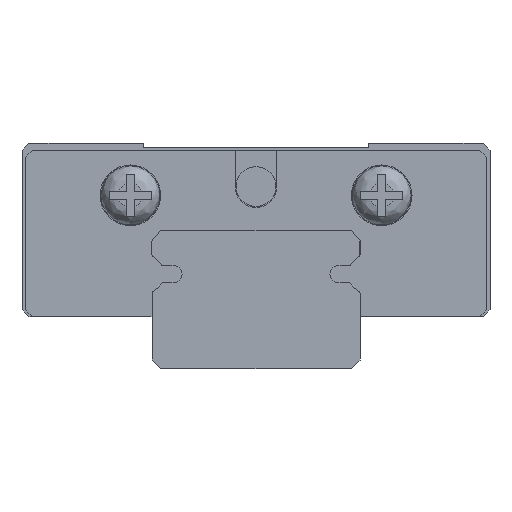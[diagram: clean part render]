
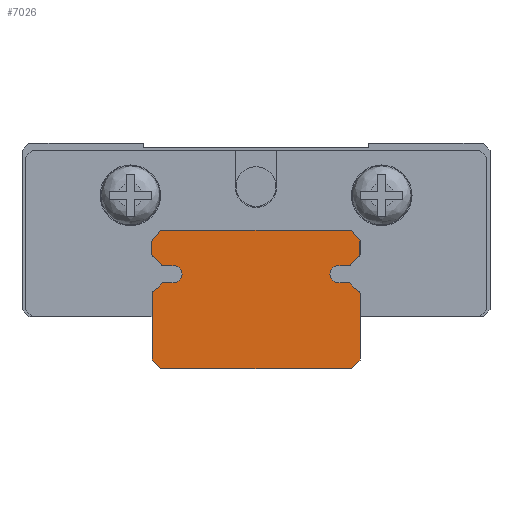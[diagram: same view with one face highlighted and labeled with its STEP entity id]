
A CAD part, front view. The second image highlights one B-rep face of the part: STEP entity #7026.
In plain terms, the highlighted planar face has unit normal (0, -1, 0).
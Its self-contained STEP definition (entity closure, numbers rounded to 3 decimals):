
#428=PLANE('',#7688);
#911=FACE_OUTER_BOUND('',#1328,.T.);
#1328=EDGE_LOOP('',(#6481,#6482,#6483,#6484,#6485,#6486,#6487,#6488,#6489,
#6490,#6491,#6492,#6493,#6494,#6495,#6496,#6497,#6498,#6499,#6500,#6501,
#6502,#6503,#6504,#6505,#6506,#6507,#6508));
#1927=LINE('',#11733,#2576);
#1968=LINE('',#11991,#2617);
#1969=LINE('',#11993,#2618);
#1970=LINE('',#11995,#2619);
#1971=LINE('',#12003,#2620);
#1972=LINE('',#12007,#2621);
#1973=LINE('',#12015,#2622);
#1974=LINE('',#12016,#2623);
#1975=LINE('',#12018,#2624);
#1976=LINE('',#12020,#2625);
#1977=LINE('',#12028,#2626);
#1978=LINE('',#12032,#2627);
#1979=LINE('',#12040,#2628);
#1980=LINE('',#12041,#2629);
#2576=VECTOR('',#9264,10.);
#2617=VECTOR('',#9575,10.);
#2618=VECTOR('',#9576,10.);
#2619=VECTOR('',#9577,10.);
#2620=VECTOR('',#9584,10.);
#2621=VECTOR('',#9587,10.);
#2622=VECTOR('',#9594,10.);
#2623=VECTOR('',#9595,10.);
#2624=VECTOR('',#9596,10.);
#2625=VECTOR('',#9597,10.);
#2626=VECTOR('',#9604,10.);
#2627=VECTOR('',#9607,10.);
#2628=VECTOR('',#9614,10.);
#2629=VECTOR('',#9615,10.);
#2942=CIRCLE('',#7689,0.16);
#2943=CIRCLE('',#7690,1.14);
#2944=CIRCLE('',#7691,0.16);
#2945=CIRCLE('',#7692,0.5);
#2946=CIRCLE('',#7693,0.16);
#2947=CIRCLE('',#7694,1.14);
#2948=CIRCLE('',#7695,0.16);
#2949=CIRCLE('',#7696,0.16);
#2950=CIRCLE('',#7697,1.14);
#2951=CIRCLE('',#7698,0.16);
#2952=CIRCLE('',#7699,0.5);
#2953=CIRCLE('',#7700,0.16);
#2954=CIRCLE('',#7701,1.14);
#2955=CIRCLE('',#7702,0.16);
#3505=VERTEX_POINT('',#11726);
#3508=VERTEX_POINT('',#11731);
#3589=VERTEX_POINT('',#11989);
#3590=VERTEX_POINT('',#11990);
#3591=VERTEX_POINT('',#11992);
#3592=VERTEX_POINT('',#11994);
#3593=VERTEX_POINT('',#11996);
#3594=VERTEX_POINT('',#11998);
#3595=VERTEX_POINT('',#12000);
#3596=VERTEX_POINT('',#12002);
#3597=VERTEX_POINT('',#12004);
#3598=VERTEX_POINT('',#12006);
#3599=VERTEX_POINT('',#12008);
#3600=VERTEX_POINT('',#12010);
#3601=VERTEX_POINT('',#12012);
#3602=VERTEX_POINT('',#12014);
#3603=VERTEX_POINT('',#12017);
#3604=VERTEX_POINT('',#12019);
#3605=VERTEX_POINT('',#12021);
#3606=VERTEX_POINT('',#12023);
#3607=VERTEX_POINT('',#12025);
#3608=VERTEX_POINT('',#12027);
#3609=VERTEX_POINT('',#12029);
#3610=VERTEX_POINT('',#12031);
#3611=VERTEX_POINT('',#12033);
#3612=VERTEX_POINT('',#12035);
#3613=VERTEX_POINT('',#12037);
#3614=VERTEX_POINT('',#12039);
#4446=EDGE_CURVE('',#3505,#3508,#1927,.T.);
#4567=EDGE_CURVE('',#3589,#3590,#1968,.T.);
#4568=EDGE_CURVE('',#3590,#3591,#1969,.T.);
#4569=EDGE_CURVE('',#3591,#3592,#1970,.T.);
#4570=EDGE_CURVE('',#3592,#3593,#2942,.T.);
#4571=EDGE_CURVE('',#3593,#3594,#2943,.T.);
#4572=EDGE_CURVE('',#3594,#3595,#2944,.T.);
#4573=EDGE_CURVE('',#3595,#3596,#1971,.T.);
#4574=EDGE_CURVE('',#3596,#3597,#2945,.T.);
#4575=EDGE_CURVE('',#3597,#3598,#1972,.T.);
#4576=EDGE_CURVE('',#3598,#3599,#2946,.T.);
#4577=EDGE_CURVE('',#3599,#3600,#2947,.T.);
#4578=EDGE_CURVE('',#3600,#3601,#2948,.T.);
#4579=EDGE_CURVE('',#3601,#3602,#1973,.T.);
#4580=EDGE_CURVE('',#3602,#3505,#1974,.T.);
#4581=EDGE_CURVE('',#3508,#3603,#1975,.T.);
#4582=EDGE_CURVE('',#3603,#3604,#1976,.T.);
#4583=EDGE_CURVE('',#3604,#3605,#2949,.T.);
#4584=EDGE_CURVE('',#3605,#3606,#2950,.T.);
#4585=EDGE_CURVE('',#3606,#3607,#2951,.T.);
#4586=EDGE_CURVE('',#3607,#3608,#1977,.T.);
#4587=EDGE_CURVE('',#3608,#3609,#2952,.T.);
#4588=EDGE_CURVE('',#3609,#3610,#1978,.T.);
#4589=EDGE_CURVE('',#3610,#3611,#2953,.T.);
#4590=EDGE_CURVE('',#3611,#3612,#2954,.T.);
#4591=EDGE_CURVE('',#3612,#3613,#2955,.T.);
#4592=EDGE_CURVE('',#3613,#3614,#1979,.T.);
#4593=EDGE_CURVE('',#3614,#3589,#1980,.T.);
#6481=ORIENTED_EDGE('',*,*,#4567,.T.);
#6482=ORIENTED_EDGE('',*,*,#4568,.T.);
#6483=ORIENTED_EDGE('',*,*,#4569,.T.);
#6484=ORIENTED_EDGE('',*,*,#4570,.T.);
#6485=ORIENTED_EDGE('',*,*,#4571,.T.);
#6486=ORIENTED_EDGE('',*,*,#4572,.T.);
#6487=ORIENTED_EDGE('',*,*,#4573,.T.);
#6488=ORIENTED_EDGE('',*,*,#4574,.T.);
#6489=ORIENTED_EDGE('',*,*,#4575,.T.);
#6490=ORIENTED_EDGE('',*,*,#4576,.T.);
#6491=ORIENTED_EDGE('',*,*,#4577,.T.);
#6492=ORIENTED_EDGE('',*,*,#4578,.T.);
#6493=ORIENTED_EDGE('',*,*,#4579,.T.);
#6494=ORIENTED_EDGE('',*,*,#4580,.T.);
#6495=ORIENTED_EDGE('',*,*,#4446,.T.);
#6496=ORIENTED_EDGE('',*,*,#4581,.T.);
#6497=ORIENTED_EDGE('',*,*,#4582,.T.);
#6498=ORIENTED_EDGE('',*,*,#4583,.T.);
#6499=ORIENTED_EDGE('',*,*,#4584,.T.);
#6500=ORIENTED_EDGE('',*,*,#4585,.T.);
#6501=ORIENTED_EDGE('',*,*,#4586,.T.);
#6502=ORIENTED_EDGE('',*,*,#4587,.T.);
#6503=ORIENTED_EDGE('',*,*,#4588,.T.);
#6504=ORIENTED_EDGE('',*,*,#4589,.T.);
#6505=ORIENTED_EDGE('',*,*,#4590,.T.);
#6506=ORIENTED_EDGE('',*,*,#4591,.T.);
#6507=ORIENTED_EDGE('',*,*,#4592,.T.);
#6508=ORIENTED_EDGE('',*,*,#4593,.T.);
#7026=ADVANCED_FACE('',(#911),#428,.F.);
#7688=AXIS2_PLACEMENT_3D('',#11988,#9573,#9574);
#7689=AXIS2_PLACEMENT_3D('',#11997,#9578,#9579);
#7690=AXIS2_PLACEMENT_3D('',#11999,#9580,#9581);
#7691=AXIS2_PLACEMENT_3D('',#12001,#9582,#9583);
#7692=AXIS2_PLACEMENT_3D('',#12005,#9585,#9586);
#7693=AXIS2_PLACEMENT_3D('',#12009,#9588,#9589);
#7694=AXIS2_PLACEMENT_3D('',#12011,#9590,#9591);
#7695=AXIS2_PLACEMENT_3D('',#12013,#9592,#9593);
#7696=AXIS2_PLACEMENT_3D('',#12022,#9598,#9599);
#7697=AXIS2_PLACEMENT_3D('',#12024,#9600,#9601);
#7698=AXIS2_PLACEMENT_3D('',#12026,#9602,#9603);
#7699=AXIS2_PLACEMENT_3D('',#12030,#9605,#9606);
#7700=AXIS2_PLACEMENT_3D('',#12034,#9608,#9609);
#7701=AXIS2_PLACEMENT_3D('',#12036,#9610,#9611);
#7702=AXIS2_PLACEMENT_3D('',#12038,#9612,#9613);
#9264=DIRECTION('',(-1.,0.,0.));
#9573=DIRECTION('center_axis',(0.,1.,0.));
#9574=DIRECTION('ref_axis',(1.,0.,0.));
#9575=DIRECTION('',(1.,0.,0.));
#9576=DIRECTION('',(0.707,0.,0.707));
#9577=DIRECTION('',(0.,0.,1.));
#9578=DIRECTION('center_axis',(0.,-1.,0.));
#9579=DIRECTION('ref_axis',(0.489,0.,0.872));
#9580=DIRECTION('center_axis',(0.,1.,0.));
#9581=DIRECTION('ref_axis',(-0.489,0.,-0.872));
#9582=DIRECTION('center_axis',(0.,-1.,0.));
#9583=DIRECTION('ref_axis',(0.,0.,1.));
#9584=DIRECTION('',(-1.,0.,0.));
#9585=DIRECTION('center_axis',(0.,1.,0.));
#9586=DIRECTION('ref_axis',(0.31,0.,-0.951));
#9587=DIRECTION('',(1.,0.,0.));
#9588=DIRECTION('center_axis',(0.,-1.,0.));
#9589=DIRECTION('ref_axis',(0.872,0.,-0.489));
#9590=DIRECTION('center_axis',(0.,1.,0.));
#9591=DIRECTION('ref_axis',(-0.872,0.,0.489));
#9592=DIRECTION('center_axis',(0.,-1.,0.));
#9593=DIRECTION('ref_axis',(1.,0.,0.));
#9594=DIRECTION('',(0.,0.,1.));
#9595=DIRECTION('',(-0.648,0.,0.762));
#9596=DIRECTION('',(-0.648,0.,-0.762));
#9597=DIRECTION('',(0.,0.,-1.));
#9598=DIRECTION('center_axis',(0.,-1.,0.));
#9599=DIRECTION('ref_axis',(-0.489,0.,-0.872));
#9600=DIRECTION('center_axis',(0.,1.,0.));
#9601=DIRECTION('ref_axis',(0.489,0.,0.872));
#9602=DIRECTION('center_axis',(0.,-1.,0.));
#9603=DIRECTION('ref_axis',(0.,0.,-1.));
#9604=DIRECTION('',(1.,0.,0.));
#9605=DIRECTION('center_axis',(0.,1.,0.));
#9606=DIRECTION('ref_axis',(-0.31,0.,0.951));
#9607=DIRECTION('',(-1.,0.,0.));
#9608=DIRECTION('center_axis',(0.,-1.,0.));
#9609=DIRECTION('ref_axis',(-0.872,0.,0.489));
#9610=DIRECTION('center_axis',(0.,1.,0.));
#9611=DIRECTION('ref_axis',(0.872,0.,-0.489));
#9612=DIRECTION('center_axis',(0.,-1.,0.));
#9613=DIRECTION('ref_axis',(-1.,0.,0.));
#9614=DIRECTION('',(0.,0.,-1.));
#9615=DIRECTION('',(0.707,0.,-0.707));
#11726=CARTESIAN_POINT('',(5.5,-175.,8.));
#11731=CARTESIAN_POINT('',(-5.5,-175.,8.));
#11733=CARTESIAN_POINT('',(5.5,-175.,8.));
#11988=CARTESIAN_POINT('Origin',(0.,-175.,4.));
#11989=CARTESIAN_POINT('',(-5.5,-175.,0.));
#11990=CARTESIAN_POINT('',(5.5,-175.,0.));
#11991=CARTESIAN_POINT('',(5.5,-175.,0.));
#11992=CARTESIAN_POINT('',(6.,-175.,0.5));
#11993=CARTESIAN_POINT('',(5.5,-175.,0.));
#11994=CARTESIAN_POINT('',(6.,-175.,4.322));
#11995=CARTESIAN_POINT('',(6.,-175.,0.5));
#11996=CARTESIAN_POINT('',(5.918,-175.,4.461));
#11997=CARTESIAN_POINT('Origin',(5.84,-175.,4.322));
#11998=CARTESIAN_POINT('',(5.481,-175.,4.899));
#11999=CARTESIAN_POINT('Origin',(6.475,-175.,5.456));
#12000=CARTESIAN_POINT('',(5.341,-175.,4.981));
#12001=CARTESIAN_POINT('Origin',(5.341,-175.,4.821));
#12002=CARTESIAN_POINT('',(4.919,-175.,4.981));
#12003=CARTESIAN_POINT('',(5.341,-175.,4.981));
#12004=CARTESIAN_POINT('',(4.919,-175.,5.931));
#12005=CARTESIAN_POINT('Origin',(4.764,-175.,5.456));
#12006=CARTESIAN_POINT('',(5.341,-175.,5.931));
#12007=CARTESIAN_POINT('',(5.341,-175.,5.931));
#12008=CARTESIAN_POINT('',(5.481,-175.,6.013));
#12009=CARTESIAN_POINT('Origin',(5.341,-175.,6.091));
#12010=CARTESIAN_POINT('',(5.918,-175.,6.451));
#12011=CARTESIAN_POINT('Origin',(6.475,-175.,5.456));
#12012=CARTESIAN_POINT('',(6.,-175.,6.59));
#12013=CARTESIAN_POINT('Origin',(5.84,-175.,6.59));
#12014=CARTESIAN_POINT('',(6.,-175.,7.412));
#12015=CARTESIAN_POINT('',(6.,-175.,6.59));
#12016=CARTESIAN_POINT('',(6.,-175.,7.412));
#12017=CARTESIAN_POINT('',(-6.,-175.,7.412));
#12018=CARTESIAN_POINT('',(-6.,-175.,7.412));
#12019=CARTESIAN_POINT('',(-6.,-175.,6.59));
#12020=CARTESIAN_POINT('',(-6.,-175.,6.59));
#12021=CARTESIAN_POINT('',(-5.918,-175.,6.451));
#12022=CARTESIAN_POINT('Origin',(-5.84,-175.,6.59));
#12023=CARTESIAN_POINT('',(-5.481,-175.,6.013));
#12024=CARTESIAN_POINT('Origin',(-6.475,-175.,5.456));
#12025=CARTESIAN_POINT('',(-5.341,-175.,5.931));
#12026=CARTESIAN_POINT('Origin',(-5.341,-175.,6.091));
#12027=CARTESIAN_POINT('',(-4.919,-175.,5.931));
#12028=CARTESIAN_POINT('',(-4.919,-175.,5.931));
#12029=CARTESIAN_POINT('',(-4.919,-175.,4.981));
#12030=CARTESIAN_POINT('Origin',(-4.764,-175.,5.456));
#12031=CARTESIAN_POINT('',(-5.341,-175.,4.981));
#12032=CARTESIAN_POINT('',(-4.919,-175.,4.981));
#12033=CARTESIAN_POINT('',(-5.481,-175.,4.899));
#12034=CARTESIAN_POINT('Origin',(-5.341,-175.,4.821));
#12035=CARTESIAN_POINT('',(-5.918,-175.,4.461));
#12036=CARTESIAN_POINT('Origin',(-6.475,-175.,5.456));
#12037=CARTESIAN_POINT('',(-6.,-175.,4.322));
#12038=CARTESIAN_POINT('Origin',(-5.84,-175.,4.322));
#12039=CARTESIAN_POINT('',(-6.,-175.,0.5));
#12040=CARTESIAN_POINT('',(-6.,-175.,0.5));
#12041=CARTESIAN_POINT('',(-5.5,-175.,0.));
